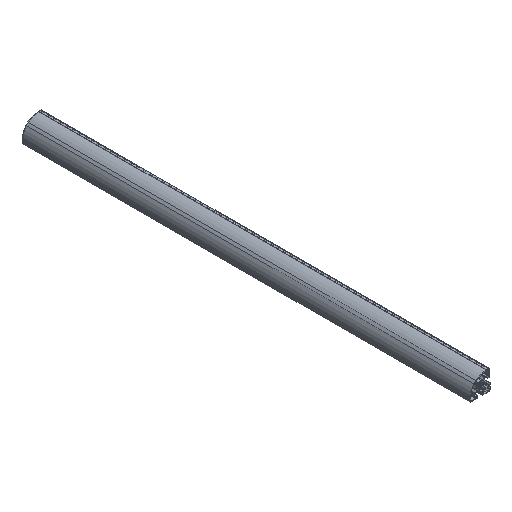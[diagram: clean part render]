
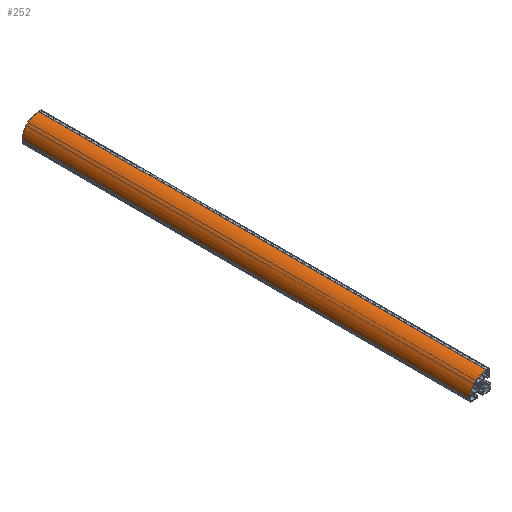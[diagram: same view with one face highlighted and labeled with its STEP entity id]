
A CAD part, isometric view. The second image highlights one B-rep face of the part: STEP entity #252.
In plain terms, the highlighted cylindrical face has radius 37.5 mm (diameter 75 mm), a partial arc.
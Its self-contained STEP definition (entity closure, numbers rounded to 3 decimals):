
#252=ADVANCED_FACE('',(#528),#529,.T.);
#528=FACE_OUTER_BOUND('',#872,.T.);
#529=CYLINDRICAL_SURFACE('',#873,37.5);
#872=EDGE_LOOP('',(#2027,#2028,#2029,#2030));
#873=AXIS2_PLACEMENT_3D('',#2031,#2032,#2033);
#2027=ORIENTED_EDGE('',*,*,#2935,.F.);
#2028=ORIENTED_EDGE('',*,*,#2940,.F.);
#2029=ORIENTED_EDGE('',*,*,#2604,.F.);
#2030=ORIENTED_EDGE('',*,*,#2939,.T.);
#2031=CARTESIAN_POINT('',(15.,3500.0,-15.));
#2032=DIRECTION('',(0.,-1.0,0.0));
#2033=DIRECTION('',(1.0,0.,0.0));
#2604=EDGE_CURVE('',#3195,#3197,#3198,.T.);
#2935=EDGE_CURVE('',#3762,#3764,#3765,.T.);
#2939=EDGE_CURVE('',#3195,#3764,#3769,.T.);
#2940=EDGE_CURVE('',#3197,#3762,#3770,.T.);
#3195=VERTEX_POINT('',#4060);
#3197=VERTEX_POINT('',#4063);
#3198=CIRCLE('',#4064,37.5);
#3762=VERTEX_POINT('',#4821);
#3764=VERTEX_POINT('',#4824);
#3765=CIRCLE('',#4825,37.5);
#3769=LINE('',#4832,#4833);
#3770=LINE('',#4834,#4835);
#4060=CARTESIAN_POINT('',(-22.5,1000.0,-15.));
#4063=CARTESIAN_POINT('',(15.,1000.0,22.5));
#4064=AXIS2_PLACEMENT_3D('',#5180,#5181,#5182);
#4821=CARTESIAN_POINT('',(15.,0.0,22.5));
#4824=CARTESIAN_POINT('',(-22.5,0.0,-15.));
#4825=AXIS2_PLACEMENT_3D('',#5785,#5786,#5787);
#4832=CARTESIAN_POINT('',(-22.5,3500.0,-15.));
#4833=VECTOR('',#5791,1.0);
#4834=CARTESIAN_POINT('',(15.,3500.0,22.5));
#4835=VECTOR('',#5792,1.0);
#5180=CARTESIAN_POINT('',(15.,1000.0,-15.));
#5181=DIRECTION('',(0.,1.0,0.0));
#5182=DIRECTION('',(-1.0,0.,0.0));
#5785=CARTESIAN_POINT('',(15.,0.0,-15.));
#5786=DIRECTION('',(0.,-1.0,0.0));
#5787=DIRECTION('',(1.0,0.,0.0));
#5791=DIRECTION('',(0.,-1.0,0.0));
#5792=DIRECTION('',(0.,-1.0,0.0));
